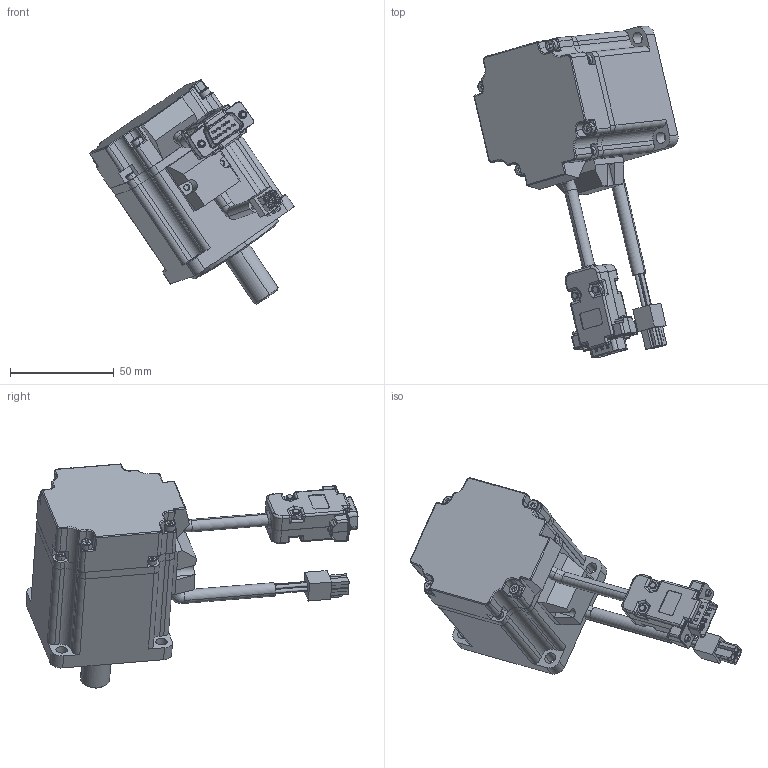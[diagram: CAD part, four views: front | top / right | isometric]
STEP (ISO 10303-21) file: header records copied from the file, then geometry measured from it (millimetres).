
FILE_DESCRIPTION (( 'STEP AP214' ), '1' );
FILE_NAME ('60BST-C00630.STEP', '2022-09-07T08:42:23', ( '' ), ( '' ), 'SwSTEP 2.0', 'SolidWorks 2020', '' );
FILE_SCHEMA (( 'AUTOMOTIVE_DESIGN' ));
Length unit declared in the file: millimetre
Products named in the file (27): 43782_04; 60BST堤粣; 43782_09; 60ヶ傷; Plastika za DB9; 43782_08; 等揤盄裔; 4R; 60BST-C00630; hexagon socket head cap screws gb_GB_FASTENER_SCREWS_HSHCS M2.5X4-N; 43782_12; 萇儂盄; 60BST惕掅; 43782_03; 43782_01; DB9 in plastic case - cable; 43782_06; 160BST-ZC; 43782_11; 43782; 43782_10; 43782_13; hexagon socket head cap screws gb_GB_FASTENER_SCREWS_HSHCS M3X20-N; 43782_02; 43782_05; 43782_07; 60BST綴欶堤盄
Assembly tree (32 placements, depth 4):
  60BST-C00630
    60BST惕掅
    60BST綴欶堤盄
    60BST堤粣
    60ヶ傷
    hexagon socket head cap screws gb_GB_FASTENER_SCREWS_HSHCS M2.5X4-N  x4
    hexagon socket head cap screws gb_GB_FASTENER_SCREWS_HSHCS M3X20-N  x4
    160BST-ZC
    萇儂盄
    DB9 in plastic case - cable
      Plastika za DB9
      43782
        43782_13
        43782_12
        43782_11
        43782_10
        43782_09
        43782_08
        43782_07
        43782_06
        43782_05
        43782_04
        43782_03
        43782_02
        43782_01
    4R
    等揤盄裔
Bounding box: 98.31 x 159.85 x 107.89 mm (x, y, z)
Volume: 252184.1 mm3; surface area: 61360.5 mm2
Topology: 41 solids, 41 shells, 1503 faces, 3740 edges, 2323 vertices
Faces by surface type: plane 682, cylinder 617, bspline 79, cone 77, torus 40, sphere 8
Entity records: 52059 total; most frequent: CARTESIAN_POINT 8582, DIRECTION 6994, ORIENTED_EDGE 6644, EDGE_CURVE 3322, AXIS2_PLACEMENT_3D 2509, VERTEX_POINT 2125, VECTOR 1976, LINE 1976
